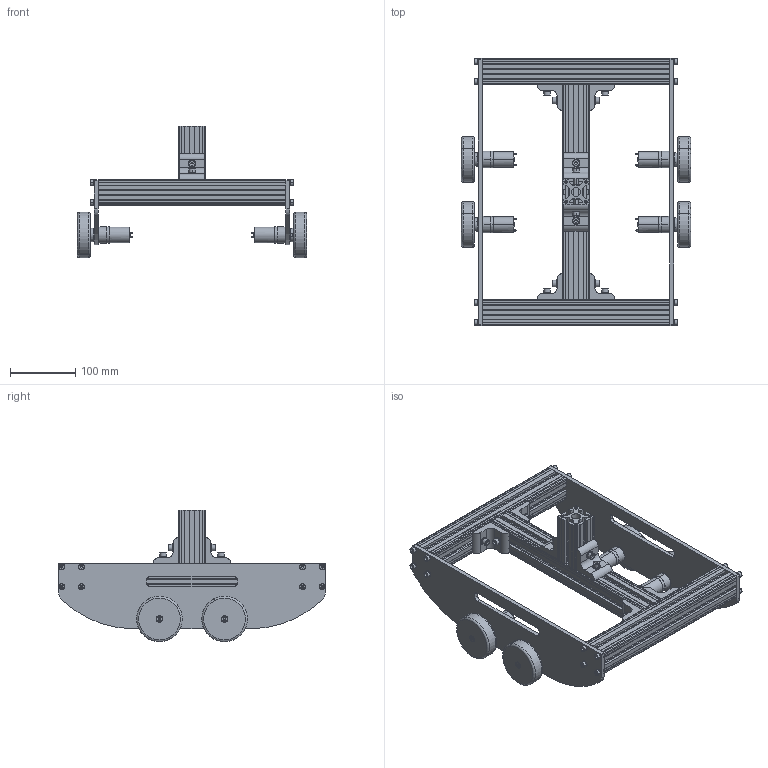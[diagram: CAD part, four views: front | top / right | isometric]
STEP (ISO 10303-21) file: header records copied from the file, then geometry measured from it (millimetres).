
FILE_DESCRIPTION(('CATIA V5 STEP Exchange'),'2;1');
FILE_NAME('ROSIE-001-01-00.stp','2024-03-08T15:36:09+00:00',('none'),('none'),'CATIA Version 5 Release 21 GA (IN-10)','CATIA V5 STEP AP214','none');
FILE_SCHEMA(('AUTOMOTIVE_DESIGN { 1 0 10303 214 1 1 1 1 }'));
Length unit declared in the file: millimetre
Products named in the file (14): ROSIE-001-01-00; ROSIE-001-01-01; ROSIE-001-02-00; ROSIE-001-02-01; ROSIE-001-02-02; ROSIE-001-02-03; ROSIE-001-02-04; DIN 127 - M6; DIN 912 - M6x20; Hub Eixo Ø6mm Fab. Robocore Cod. NEO V1; Motor DC 6V Cod. 25GA370-26x; Roda Neoprene Diâ. 70mm; DIN 127 - M5; DIN 912 - M5x20
Assembly tree (81 placements, depth 3):
  ROSIE-001-01-00
    ROSIE-001-01-01  x2
    ROSIE-001-02-00
      ROSIE-001-02-01
      ROSIE-001-02-02  x2
      ROSIE-001-02-03
      ROSIE-001-02-04  x6
      DIN 127 - M6  x12
      DIN 912 - M6x20  x12
    Hub Eixo Ø6mm Fab. Robocore Cod. NEO V1  x4
    Motor DC 6V Cod. 25GA370-26x  x4
    Roda Neoprene Diâ. 70mm  x4
    DIN 127 - M5  x16
    DIN 912 - M5x20  x16
Bounding box: 352 x 410 x 201.99 mm (x, y, z)
Volume: 1831224.6 mm3; surface area: 721910.2 mm2
Topology: 80 solids, 80 shells, 2608 faces, 6352 edges, 4080 vertices
Faces by surface type: cylinder 1118, plane 1002, cone 332, torus 156
Entity records: 23177 total; most frequent: CARTESIAN_POINT 4369, ORIENTED_EDGE 3608, DIRECTION 2997, EDGE_CURVE 1804, AXIS2_PLACEMENT_3D 1224, VERTEX_POINT 1178, VECTOR 1145, LINE 1145
